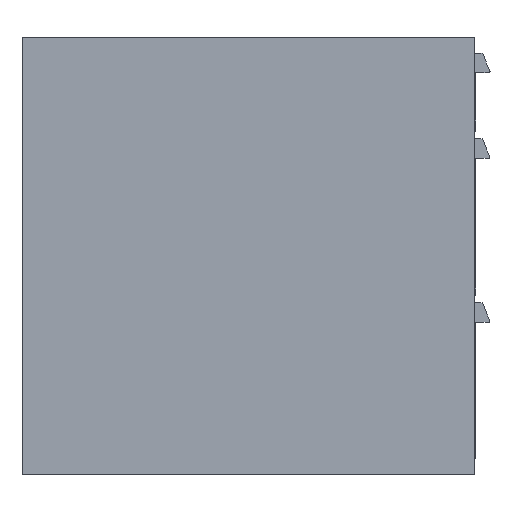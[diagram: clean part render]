
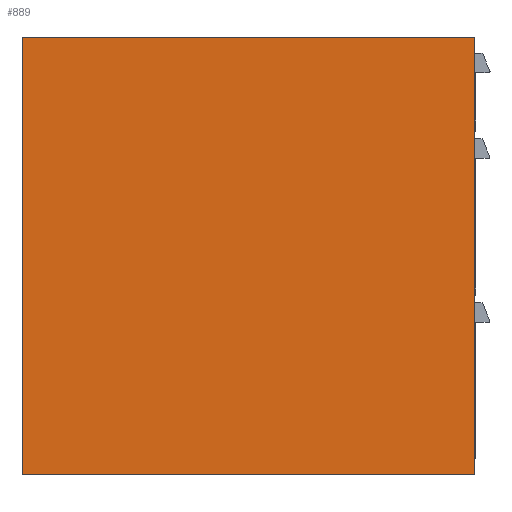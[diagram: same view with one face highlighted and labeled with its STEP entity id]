
A CAD part, front view. The second image highlights one B-rep face of the part: STEP entity #889.
In plain terms, the highlighted planar face has unit normal (0, -1, 0).
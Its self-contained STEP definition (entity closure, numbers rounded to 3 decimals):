
#123=FACE_OUTER_BOUND('',#179,.T.);
#179=EDGE_LOOP('',(#746,#747,#748,#749));
#267=LINE('',#1479,#349);
#268=LINE('',#1482,#350);
#269=LINE('',#1484,#351);
#270=LINE('',#1485,#352);
#349=VECTOR('',#1234,10.);
#350=VECTOR('',#1237,10.);
#351=VECTOR('',#1238,10.);
#352=VECTOR('',#1239,10.);
#426=VERTEX_POINT('',#1472);
#429=VERTEX_POINT('',#1477);
#430=VERTEX_POINT('',#1481);
#431=VERTEX_POINT('',#1483);
#539=EDGE_CURVE('',#426,#429,#267,.T.);
#540=EDGE_CURVE('',#430,#426,#268,.T.);
#541=EDGE_CURVE('',#431,#429,#269,.T.);
#542=EDGE_CURVE('',#430,#431,#270,.T.);
#746=ORIENTED_EDGE('',*,*,#540,.T.);
#747=ORIENTED_EDGE('',*,*,#539,.T.);
#748=ORIENTED_EDGE('',*,*,#541,.F.);
#749=ORIENTED_EDGE('',*,*,#542,.F.);
#808=PLANE('',#994);
#889=ADVANCED_FACE('',(#123),#808,.T.);
#994=AXIS2_PLACEMENT_3D('',#1480,#1235,#1236);
#1234=DIRECTION('',(0.,0.,1.));
#1235=DIRECTION('center_axis',(0.,-1.,0.));
#1236=DIRECTION('ref_axis',(1.,0.,0.));
#1237=DIRECTION('',(1.,0.,0.));
#1238=DIRECTION('',(1.,0.,0.));
#1239=DIRECTION('',(0.,0.,1.));
#1472=CARTESIAN_POINT('',(290.,-250.,0.));
#1477=CARTESIAN_POINT('',(290.,-250.,560.));
#1479=CARTESIAN_POINT('',(290.,-250.,0.));
#1480=CARTESIAN_POINT('Origin',(-290.,-250.,0.));
#1481=CARTESIAN_POINT('',(-290.,-250.,0.));
#1482=CARTESIAN_POINT('',(-290.,-250.,0.));
#1483=CARTESIAN_POINT('',(-290.,-250.,560.));
#1484=CARTESIAN_POINT('',(-290.,-250.,560.));
#1485=CARTESIAN_POINT('',(-290.,-250.,0.));
